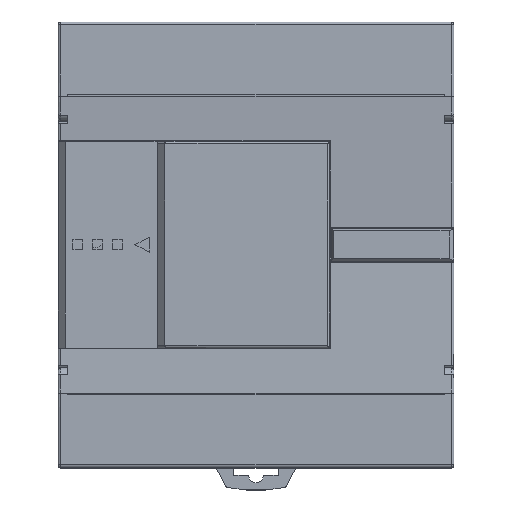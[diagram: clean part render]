
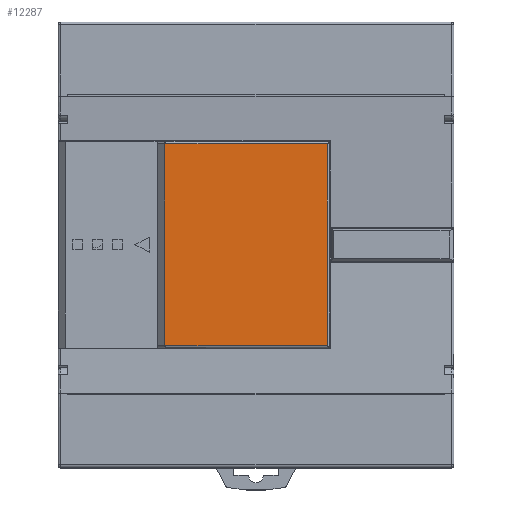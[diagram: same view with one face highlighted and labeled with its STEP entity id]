
A CAD part, top view. The second image highlights one B-rep face of the part: STEP entity #12287.
In plain terms, the highlighted planar face has unit normal (0, 0, 1).
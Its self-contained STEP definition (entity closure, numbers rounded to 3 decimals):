
#6567 = EDGE_CURVE ( 'NONE', #9100, #9098, #28483, .T. ) ;
#6568 = EDGE_CURVE ( 'NONE', #9098, #9099, #28486, .T. ) ;
#6569 = EDGE_CURVE ( 'NONE', #9101, #9100, #28489, .T. ) ;
#6570 = EDGE_CURVE ( 'NONE', #9099, #9101, #28492, .T. ) ;
#7639 = EDGE_LOOP ( 'NONE', ( #8365, #8367, #8366, #8368 ) ) ;
#8365 = ORIENTED_EDGE ( 'NONE', *, *, #6568, .F. ) ;
#8366 = ORIENTED_EDGE ( 'NONE', *, *, #6569, .F. ) ;
#8367 = ORIENTED_EDGE ( 'NONE', *, *, #6567, .F. ) ;
#8368 = ORIENTED_EDGE ( 'NONE', *, *, #6570, .F. ) ;
#9098 = VERTEX_POINT ( 'NONE', #30234 ) ;
#9099 = VERTEX_POINT ( 'NONE', #30235 ) ;
#9100 = VERTEX_POINT ( 'NONE', #30236 ) ;
#9101 = VERTEX_POINT ( 'NONE', #30237 ) ;
#12287 = ADVANCED_FACE ( 'NONE', ( #33875 ), #34710, .F. ) ;
#27853 = VECTOR ( 'NONE', #28485, 1000. ) ;
#27854 = VECTOR ( 'NONE', #28488, 1000. ) ;
#27855 = VECTOR ( 'NONE', #28491, 1000. ) ;
#27856 = VECTOR ( 'NONE', #28494, 1000. ) ;
#28483 = LINE ( 'NONE', #28484, #27853 ) ;
#28484 = CARTESIAN_POINT ( 'NONE',  ( -25.6, -24.1, 71. ) ) ;
#28485 = DIRECTION ( 'NONE',  ( 0., -1., 0. ) ) ;
#28486 = LINE ( 'NONE', #28487, #27854 ) ;
#28487 = CARTESIAN_POINT ( 'NONE',  ( -25.1, -65.4, 71. ) ) ;
#28488 = DIRECTION ( 'NONE',  ( -1., 0., 0. ) ) ;
#28489 = LINE ( 'NONE', #28490, #27855 ) ;
#28490 = CARTESIAN_POINT ( 'NONE',  ( -25.1, -24.6, 71. ) ) ;
#28491 = DIRECTION ( 'NONE',  ( 1., 0., 0. ) ) ;
#28492 = LINE ( 'NONE', #28493, #27856 ) ;
#28493 = CARTESIAN_POINT ( 'NONE',  ( -58.4, -65.9, 71. ) ) ;
#28494 = DIRECTION ( 'NONE',  ( 0., 1., 0. ) ) ;
#30234 = CARTESIAN_POINT ( 'NONE',  ( -25.6, -65.4, 71. ) ) ;
#30235 = CARTESIAN_POINT ( 'NONE',  ( -58.4, -65.4, 71. ) ) ;
#30236 = CARTESIAN_POINT ( 'NONE',  ( -25.6, -24.6, 71. ) ) ;
#30237 = CARTESIAN_POINT ( 'NONE',  ( -58.4, -24.6, 71. ) ) ;
#33875 = FACE_OUTER_BOUND ( 'NONE', #7639, .T. ) ;
#33880 = AXIS2_PLACEMENT_3D ( 'NONE', #34711, #34712, #34713 ) ;
#34710 = PLANE ( 'NONE',  #33880 ) ;
#34711 = CARTESIAN_POINT ( 'NONE',  ( -25.1, -65.9, 71. ) ) ;
#34712 = DIRECTION ( 'NONE',  ( 0., 0., -1. ) ) ;
#34713 = DIRECTION ( 'NONE',  ( 0., 1., 0. ) ) ;
